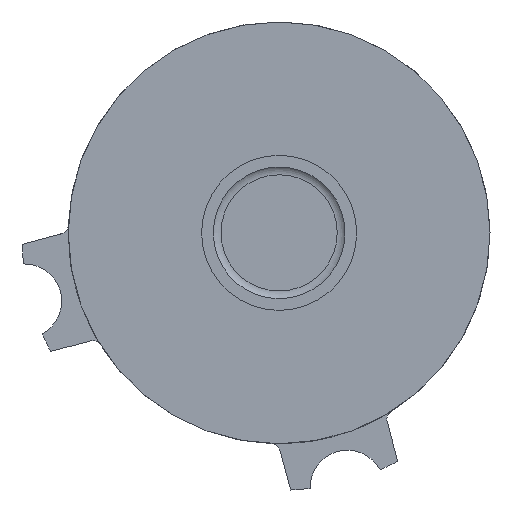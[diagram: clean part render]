
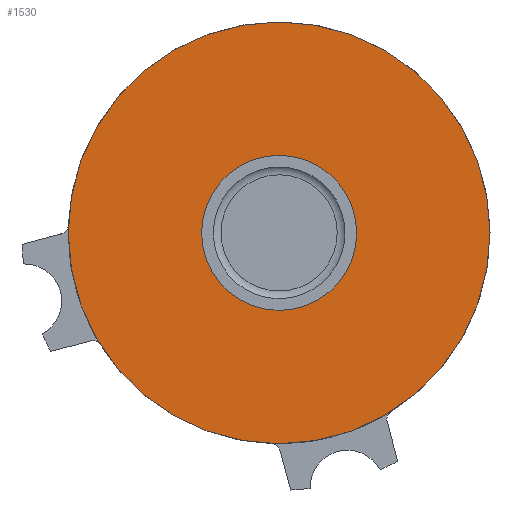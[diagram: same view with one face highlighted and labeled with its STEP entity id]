
A CAD part, left-side view. The second image highlights one B-rep face of the part: STEP entity #1530.
In plain terms, the highlighted planar face has unit normal (-1, 0, 0).
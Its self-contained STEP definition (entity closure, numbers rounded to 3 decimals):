
#455=ORIENTED_EDGE('',*,*,#756,.F.);
#456=ORIENTED_EDGE('',*,*,#856,.T.);
#756=EDGE_CURVE('',#976,#976,#1125,.T.);
#856=EDGE_CURVE('',#1054,#1054,#1160,.T.);
#976=VERTEX_POINT('',#2333);
#1054=VERTEX_POINT('',#3413);
#1125=CIRCLE('',#1619,34.);
#1160=CIRCLE('',#1681,12.5);
#1256=EDGE_LOOP('',(#455));
#1257=EDGE_LOOP('',(#456));
#1375=FACE_BOUND('',#1256,.T.);
#1376=FACE_BOUND('',#1257,.T.);
#1478=PLANE('',#1680);
#1530=ADVANCED_FACE('',(#1375,#1376),#1478,.T.);
#1619=AXIS2_PLACEMENT_3D('',#2332,#1835,#1836);
#1680=AXIS2_PLACEMENT_3D('',#3411,#2011,#2012);
#1681=AXIS2_PLACEMENT_3D('',#3412,#2013,#2014);
#1835=DIRECTION('',(1.,0.,0.));
#1836=DIRECTION('',(0.,1.,0.));
#2011=DIRECTION('',(-1.,0.,0.));
#2012=DIRECTION('',(0.,-1.,0.));
#2013=DIRECTION('',(1.,0.,0.));
#2014=DIRECTION('',(0.,1.,0.));
#2332=CARTESIAN_POINT('',(0.,0.,0.));
#2333=CARTESIAN_POINT('',(0.,34.,0.));
#3411=CARTESIAN_POINT('',(0.,12.5,0.));
#3412=CARTESIAN_POINT('',(0.,0.,0.));
#3413=CARTESIAN_POINT('',(0.,12.5,0.));
